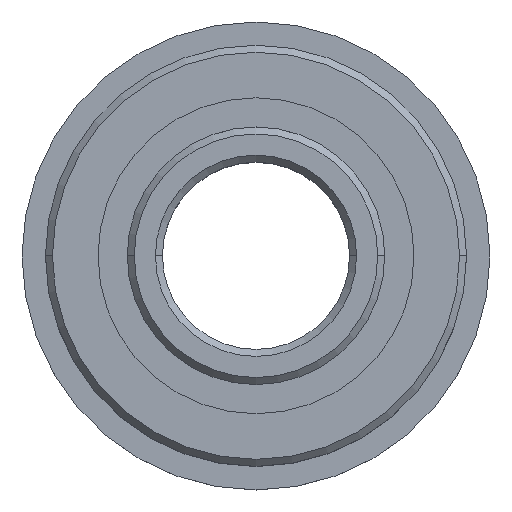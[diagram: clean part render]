
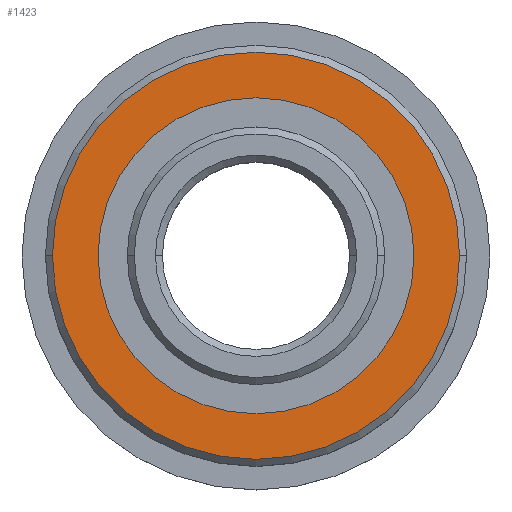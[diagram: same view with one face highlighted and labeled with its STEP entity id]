
A CAD part, top view. The second image highlights one B-rep face of the part: STEP entity #1423.
In plain terms, the highlighted planar face has unit normal (0, 0, 1).
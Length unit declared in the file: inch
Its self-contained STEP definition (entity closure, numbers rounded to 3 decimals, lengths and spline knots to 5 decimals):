
#12 = PLANE ( 'NONE',  #1428 ) ;
#30 = CARTESIAN_POINT ( 'NONE',  ( 0.422, 0., 0.1875 ) ) ;
#95 = VERTEX_POINT ( 'NONE', #707 ) ;
#126 = ORIENTED_EDGE ( 'NONE', *, *, #844, .F. ) ;
#238 = VERTEX_POINT ( 'NONE', #328 ) ;
#328 = CARTESIAN_POINT ( 'NONE',  ( 0.54375, 0., 0.1875 ) ) ;
#358 = DIRECTION ( 'NONE',  ( 1., 0., 0. ) ) ;
#365 = AXIS2_PLACEMENT_3D ( 'NONE', #1986, #518, #358 ) ;
#371 = VERTEX_POINT ( 'NONE', #388 ) ;
#388 = CARTESIAN_POINT ( 'NONE',  ( -0.422, 0., 0.1875 ) ) ;
#481 = AXIS2_PLACEMENT_3D ( 'NONE', #1904, #1856, #1369 ) ;
#485 = CARTESIAN_POINT ( 'NONE',  ( 0., 0., 0.1875 ) ) ;
#518 = DIRECTION ( 'NONE',  ( 0., 0., 1. ) ) ;
#533 = EDGE_CURVE ( 'NONE', #238, #95, #1702, .T. ) ;
#614 = CIRCLE ( 'NONE', #481, 0.54375 ) ;
#671 = CIRCLE ( 'NONE', #365, 0.422 ) ;
#707 = CARTESIAN_POINT ( 'NONE',  ( -0.54375, 0., 0.1875 ) ) ;
#802 = AXIS2_PLACEMENT_3D ( 'NONE', #485, #1139, #1477 ) ;
#844 = EDGE_CURVE ( 'NONE', #2101, #371, #1064, .T. ) ;
#917 = EDGE_CURVE ( 'NONE', #95, #238, #614, .T. ) ;
#1064 = CIRCLE ( 'NONE', #2086, 0.422 ) ;
#1093 = ORIENTED_EDGE ( 'NONE', *, *, #533, .T. ) ;
#1098 = DIRECTION ( 'NONE',  ( 1., 0., 0. ) ) ;
#1139 = DIRECTION ( 'NONE',  ( 0., 0., 1. ) ) ;
#1151 = DIRECTION ( 'NONE',  ( 0., 0., -1. ) ) ;
#1323 = DIRECTION ( 'NONE',  ( -1., 0., 0. ) ) ;
#1344 = CARTESIAN_POINT ( 'NONE',  ( 0., 0.54375, 0.1875 ) ) ;
#1369 = DIRECTION ( 'NONE',  ( 1., 0., 0. ) ) ;
#1423 = ADVANCED_FACE ( 'NONE', ( #1659, #1963 ), #12, .F. ) ;
#1428 = AXIS2_PLACEMENT_3D ( 'NONE', #1344, #1151, #1323 ) ;
#1430 = CARTESIAN_POINT ( 'NONE',  ( 0., 0., 0.1875 ) ) ;
#1437 = EDGE_CURVE ( 'NONE', #371, #2101, #671, .T. ) ;
#1477 = DIRECTION ( 'NONE',  ( 1., 0., 0. ) ) ;
#1659 = FACE_BOUND ( 'NONE', #1944, .T. ) ;
#1676 = ORIENTED_EDGE ( 'NONE', *, *, #917, .T. ) ;
#1702 = CIRCLE ( 'NONE', #802, 0.54375 ) ;
#1714 = EDGE_LOOP ( 'NONE', ( #1676, #1093 ) ) ;
#1856 = DIRECTION ( 'NONE',  ( 0., 0., 1. ) ) ;
#1859 = ORIENTED_EDGE ( 'NONE', *, *, #1437, .F. ) ;
#1904 = CARTESIAN_POINT ( 'NONE',  ( 0., 0., 0.1875 ) ) ;
#1923 = DIRECTION ( 'NONE',  ( 0., 0., 1. ) ) ;
#1944 = EDGE_LOOP ( 'NONE', ( #126, #1859 ) ) ;
#1963 = FACE_OUTER_BOUND ( 'NONE', #1714, .T. ) ;
#1986 = CARTESIAN_POINT ( 'NONE',  ( 0., 0., 0.1875 ) ) ;
#2086 = AXIS2_PLACEMENT_3D ( 'NONE', #1430, #1923, #1098 ) ;
#2101 = VERTEX_POINT ( 'NONE', #30 ) ;
